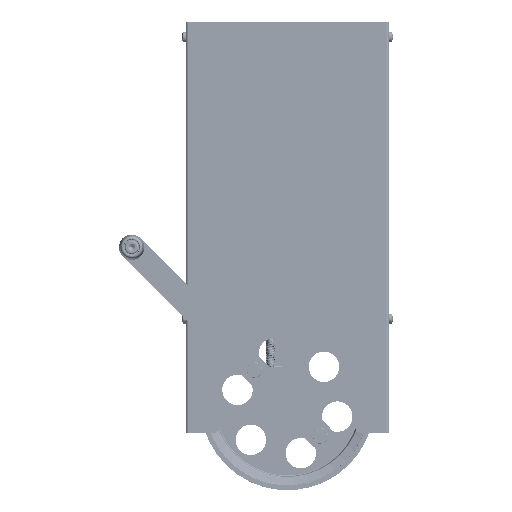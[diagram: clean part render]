
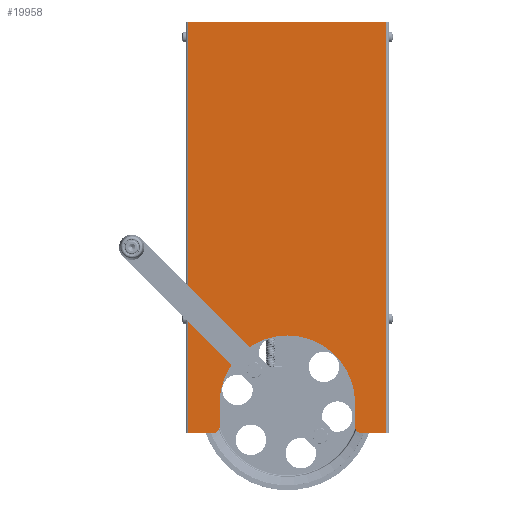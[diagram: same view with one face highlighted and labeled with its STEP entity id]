
A CAD part, top view. The second image highlights one B-rep face of the part: STEP entity #19958.
In plain terms, the highlighted planar face has unit normal (0, 0, 1).
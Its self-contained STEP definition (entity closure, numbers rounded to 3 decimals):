
#1162 = CARTESIAN_POINT ( 'NONE',  ( -120., 485., 0. ) ) ;
#2780 = AXIS2_PLACEMENT_3D ( 'NONE', #51974, #39368, #14083 ) ;
#2883 = AXIS2_PLACEMENT_3D ( 'NONE', #82552, #5936, #6215 ) ;
#4609 = EDGE_CURVE ( 'NONE', #41933, #71817, #11811, .T. ) ;
#5552 = DIRECTION ( 'NONE',  ( 0., -1., 0. ) ) ;
#5587 = ORIENTED_EDGE ( 'NONE', *, *, #74771, .T. ) ;
#5936 = DIRECTION ( 'NONE',  ( 0., 0., 1. ) ) ;
#6120 = DIRECTION ( 'NONE',  ( 1., 0., 0. ) ) ;
#6215 = DIRECTION ( 'NONE',  ( -1., 0., 0. ) ) ;
#6423 = VECTOR ( 'NONE', #76358, 1000. ) ;
#7198 = ORIENTED_EDGE ( 'NONE', *, *, #37854, .F. ) ;
#8172 = DIRECTION ( 'NONE',  ( 1., 0., 0. ) ) ;
#10288 = CIRCLE ( 'NONE', #32372, 7. ) ;
#11811 = CIRCLE ( 'NONE', #2780, 80. ) ;
#12559 = VECTOR ( 'NONE', #40475, 1000. ) ;
#14083 = DIRECTION ( 'NONE',  ( 1., 0., 0. ) ) ;
#16105 = EDGE_LOOP ( 'NONE', ( #28914, #64528, #39809, #64827, #32264, #47131, #7198, #59522, #5587, #76395 ) ) ;
#16441 = CARTESIAN_POINT ( 'NONE',  ( 87., 478., 0. ) ) ;
#16591 = LINE ( 'NONE', #71618, #12559 ) ;
#16845 = PLANE ( 'NONE',  #65426 ) ;
#19958 = ADVANCED_FACE ( 'NONE', ( #46950 ), #16845, .F. ) ;
#20622 = CARTESIAN_POINT ( 'NONE',  ( 80., 478., 0. ) ) ;
#24815 = EDGE_CURVE ( 'NONE', #73846, #41933, #51051, .T. ) ;
#26078 = CARTESIAN_POINT ( 'NONE',  ( 116.8, 485., 0. ) ) ;
#27138 = CARTESIAN_POINT ( 'NONE',  ( -116.8, 0., 0. ) ) ;
#27370 = CARTESIAN_POINT ( 'NONE',  ( -80., 450., 0. ) ) ;
#28914 = ORIENTED_EDGE ( 'NONE', *, *, #66289, .F. ) ;
#30688 = EDGE_CURVE ( 'NONE', #71817, #78904, #79582, .T. ) ;
#30929 = LINE ( 'NONE', #26078, #32953 ) ;
#31595 = CARTESIAN_POINT ( 'NONE',  ( -87., 485., 0. ) ) ;
#32264 = ORIENTED_EDGE ( 'NONE', *, *, #24815, .F. ) ;
#32301 = CARTESIAN_POINT ( 'NONE',  ( -120., 0., 0. ) ) ;
#32372 = AXIS2_PLACEMENT_3D ( 'NONE', #16441, #36376, #54630 ) ;
#32953 = VECTOR ( 'NONE', #5552, 1000. ) ;
#33897 = EDGE_CURVE ( 'NONE', #55873, #76690, #30929, .T. ) ;
#34059 = CARTESIAN_POINT ( 'NONE',  ( -80., 450., 0. ) ) ;
#34526 = CARTESIAN_POINT ( 'NONE',  ( 116.8, 0., 0. ) ) ;
#36376 = DIRECTION ( 'NONE',  ( 0., 0., 1. ) ) ;
#37769 = EDGE_CURVE ( 'NONE', #42085, #77408, #16591, .T. ) ;
#37854 = EDGE_CURVE ( 'NONE', #42085, #44478, #64753, .T. ) ;
#39368 = DIRECTION ( 'NONE',  ( 0., 0., 1. ) ) ;
#39809 = ORIENTED_EDGE ( 'NONE', *, *, #30688, .F. ) ;
#40098 = CARTESIAN_POINT ( 'NONE',  ( 116.8, 485., 0. ) ) ;
#40111 = EDGE_CURVE ( 'NONE', #45872, #78904, #10288, .T. ) ;
#40475 = DIRECTION ( 'NONE',  ( 0., -1., 0. ) ) ;
#41933 = VERTEX_POINT ( 'NONE', #27370 ) ;
#42081 = CARTESIAN_POINT ( 'NONE',  ( 80., 450., 0. ) ) ;
#42085 = VERTEX_POINT ( 'NONE', #71680 ) ;
#42602 = LINE ( 'NONE', #32301, #6423 ) ;
#44478 = VERTEX_POINT ( 'NONE', #31595 ) ;
#45872 = VERTEX_POINT ( 'NONE', #62003 ) ;
#46950 = FACE_OUTER_BOUND ( 'NONE', #16105, .T. ) ;
#47131 = ORIENTED_EDGE ( 'NONE', *, *, #70585, .T. ) ;
#50195 = DIRECTION ( 'NONE',  ( 0., 0., -1. ) ) ;
#51051 = LINE ( 'NONE', #34059, #73245 ) ;
#51974 = CARTESIAN_POINT ( 'NONE',  ( 0., 450., 0. ) ) ;
#52106 = CIRCLE ( 'NONE', #2883, 7. ) ;
#53178 = CARTESIAN_POINT ( 'NONE',  ( -80., 478., 0. ) ) ;
#54630 = DIRECTION ( 'NONE',  ( -1., 0., 0. ) ) ;
#55873 = VERTEX_POINT ( 'NONE', #40098 ) ;
#57503 = CARTESIAN_POINT ( 'NONE',  ( -120., 485., 0. ) ) ;
#59522 = ORIENTED_EDGE ( 'NONE', *, *, #37769, .T. ) ;
#61138 = DIRECTION ( 'NONE',  ( 0., 1., 0. ) ) ;
#62003 = CARTESIAN_POINT ( 'NONE',  ( 87., 485., 0. ) ) ;
#62482 = VECTOR ( 'NONE', #61138, 1000. ) ;
#64528 = ORIENTED_EDGE ( 'NONE', *, *, #40111, .T. ) ;
#64753 = LINE ( 'NONE', #1162, #65808 ) ;
#64827 = ORIENTED_EDGE ( 'NONE', *, *, #4609, .F. ) ;
#65426 = AXIS2_PLACEMENT_3D ( 'NONE', #82199, #50195, #70410 ) ;
#65808 = VECTOR ( 'NONE', #8172, 1000. ) ;
#66289 = EDGE_CURVE ( 'NONE', #45872, #55873, #73532, .T. ) ;
#67575 = CARTESIAN_POINT ( 'NONE',  ( 80., 485., 0. ) ) ;
#70410 = DIRECTION ( 'NONE',  ( -1., 0., 0. ) ) ;
#70585 = EDGE_CURVE ( 'NONE', #73846, #44478, #52106, .T. ) ;
#71618 = CARTESIAN_POINT ( 'NONE',  ( -116.8, 485., 0. ) ) ;
#71680 = CARTESIAN_POINT ( 'NONE',  ( -116.8, 485., 0. ) ) ;
#71817 = VERTEX_POINT ( 'NONE', #42081 ) ;
#73245 = VECTOR ( 'NONE', #78944, 1000. ) ;
#73532 = LINE ( 'NONE', #57503, #81559 ) ;
#73846 = VERTEX_POINT ( 'NONE', #53178 ) ;
#74771 = EDGE_CURVE ( 'NONE', #77408, #76690, #42602, .T. ) ;
#76358 = DIRECTION ( 'NONE',  ( 1., 0., 0. ) ) ;
#76395 = ORIENTED_EDGE ( 'NONE', *, *, #33897, .F. ) ;
#76690 = VERTEX_POINT ( 'NONE', #34526 ) ;
#77408 = VERTEX_POINT ( 'NONE', #27138 ) ;
#78904 = VERTEX_POINT ( 'NONE', #20622 ) ;
#78944 = DIRECTION ( 'NONE',  ( 0., -1., 0. ) ) ;
#79582 = LINE ( 'NONE', #67575, #62482 ) ;
#81559 = VECTOR ( 'NONE', #6120, 1000. ) ;
#82199 = CARTESIAN_POINT ( 'NONE',  ( -120., 485., 0. ) ) ;
#82552 = CARTESIAN_POINT ( 'NONE',  ( -87., 478., 0. ) ) ;
